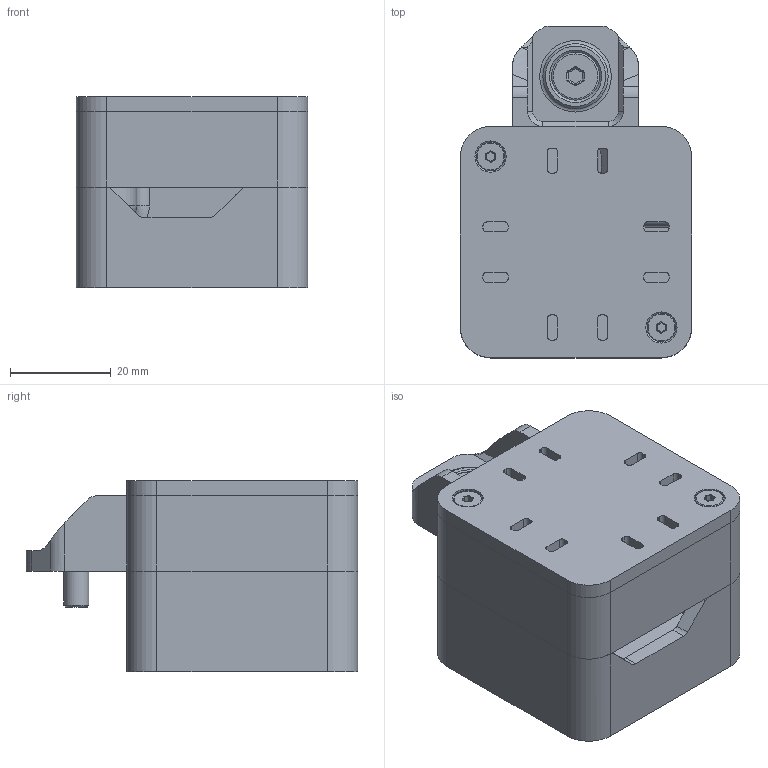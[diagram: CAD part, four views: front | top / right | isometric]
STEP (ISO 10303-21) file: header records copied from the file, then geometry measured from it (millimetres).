
FILE_DESCRIPTION(('HOOPS Exchange Step'),'2;1');
FILE_NAME('temp_export','2025-03-19T17:03:44+01:00',('hugo7'),('Shapr3D Limited'),'HOOPS Exchange 2024.8','Shapr3D','Authorized');
FILE_SCHEMA( ('AP242_MANAGED_MODEL_BASED_3D_ENGINEERING_MIM_LF {1 0 10303 442 1 1 4}') );
Length unit declared in the file: millimetre
Products named in the file (7): Screw (9); GND Module (1); LIM Control Unit (End); LIM Control Units; Systeme; Track; root
Assembly tree (6 placements, depth 7):
  root
    Track
      Systeme
        LIM Control Units
          LIM Control Unit (End)
            GND Module (1)
              Screw (9)
Bounding box: 46 x 66 x 38.03 mm (x, y, z)
Volume: 23639.4 mm3; surface area: 24432.5 mm2
Topology: 7 solids, 8 shells, 520 faces, 1369 edges, 861 vertices
Faces by surface type: cylinder 218, plane 214, torus 44, cone 20, sphere 18, bspline 6
Full cylindrical faces by diameter (mm): 3 x6, 3.2 x2, 3.7 x4, 4.2 x2, 4.4 x4, 5 x2, 5.7 x2, 6 x1, 6.2 x2, 7 x1, 9.5 x1
Entity records: 17553 total; most frequent: CARTESIAN_POINT 4040, DIRECTION 3020, ORIENTED_EDGE 2704, EDGE_CURVE 1352, AXIS2_PLACEMENT_3D 1158, VERTEX_POINT 864, VECTOR 704, LINE 704
